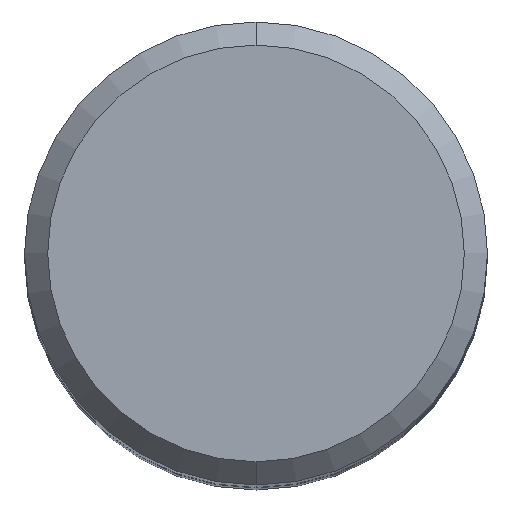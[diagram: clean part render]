
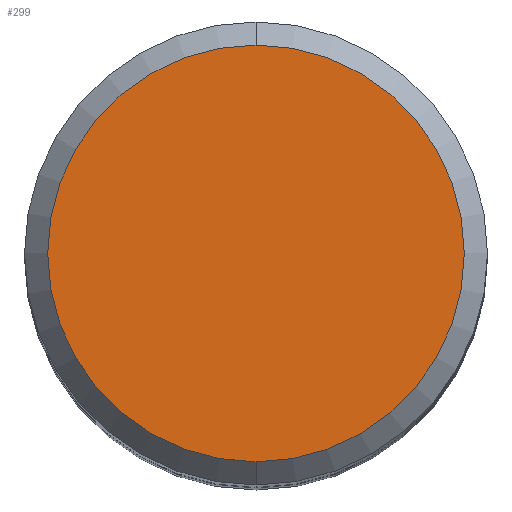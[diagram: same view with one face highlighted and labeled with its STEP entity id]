
A CAD part, top view. The second image highlights one B-rep face of the part: STEP entity #299.
In plain terms, the highlighted planar face has unit normal (0, 0, 1).
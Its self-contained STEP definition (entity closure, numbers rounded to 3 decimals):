
#195=EDGE_CURVE('',#433,#217,#497,.T.);
#217=VERTEX_POINT('',#522);
#299=ADVANCED_FACE('',(#614),#615,.T.);
#421=EDGE_CURVE('',#217,#433,#748,.T.);
#433=VERTEX_POINT('',#761);
#497=CIRCLE('',#830,5.4);
#522=CARTESIAN_POINT('',(0.0,5.4,0.0));
#614=FACE_OUTER_BOUND('',#1069,.T.);
#615=PLANE('',#1070);
#748=CIRCLE('',#1435,5.4);
#761=CARTESIAN_POINT('',(0.,-5.4,0.0));
#830=AXIS2_PLACEMENT_3D('',#1509,#1510,#1511);
#1069=EDGE_LOOP('',(#1651,#1652));
#1070=AXIS2_PLACEMENT_3D('',#1653,#1654,#1655);
#1435=AXIS2_PLACEMENT_3D('',#1779,#1780,#1781);
#1509=CARTESIAN_POINT('',(0.0,0.0,0.0));
#1510=DIRECTION('',(0.0,0.0,-1.0));
#1511=DIRECTION('',(0.0,1.0,0.0));
#1651=ORIENTED_EDGE('',*,*,#421,.F.);
#1652=ORIENTED_EDGE('',*,*,#195,.F.);
#1653=CARTESIAN_POINT('',(0.0,2.7,0.0));
#1654=DIRECTION('',(-0.0,0.0,1.0));
#1655=DIRECTION('',(0.0,-1.0,0.0));
#1779=CARTESIAN_POINT('',(0.0,0.0,0.0));
#1780=DIRECTION('',(0.0,0.0,-1.0));
#1781=DIRECTION('',(0.0,1.0,0.0));
